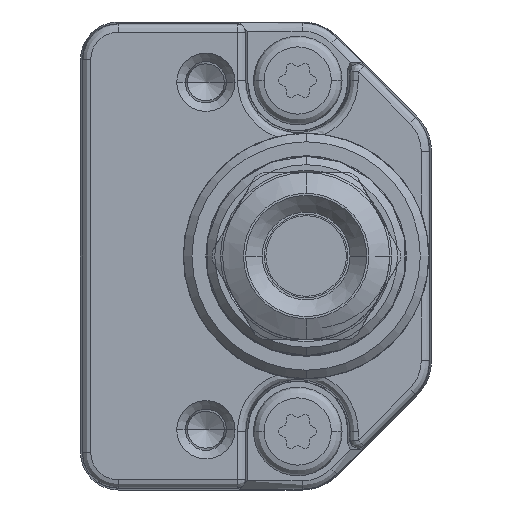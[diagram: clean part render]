
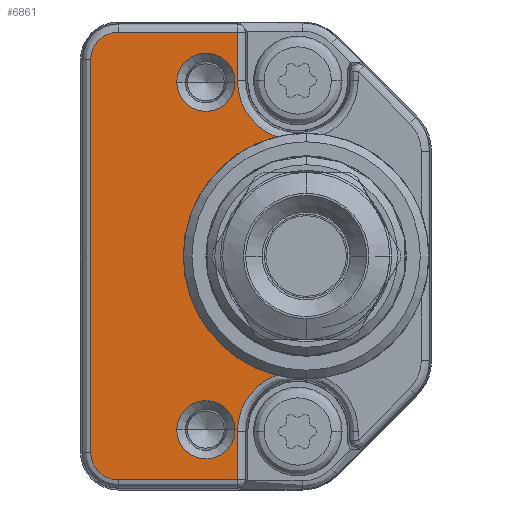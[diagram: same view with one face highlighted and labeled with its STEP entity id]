
A CAD part, left-side view. The second image highlights one B-rep face of the part: STEP entity #6861.
In plain terms, the highlighted planar face has unit normal (-1, 0, 0).
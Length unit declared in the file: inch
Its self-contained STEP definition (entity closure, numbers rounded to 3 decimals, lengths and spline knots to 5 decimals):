
#588=CARTESIAN_POINT('',(-13.,9.29653,-7.1271));
#724=CARTESIAN_POINT('',(-13.,9.29653,7.1271));
#747=CARTESIAN_POINT('',(-13.,8.,-10.5));
#748=DIRECTION('',(1.,0.,0.));
#749=DIRECTION('',(0.,1.,0.));
#750=AXIS2_PLACEMENT_3D('',#747,#748,#749);
#752=DIRECTION('',(0.,0.,1.));
#753=VECTOR('',#752,2.8909);
#754=CARTESIAN_POINT('',(-13.,11.61353,-13.3909));
#755=LINE('',#754,#753);
#756=DIRECTION('',(0.,-1.,0.));
#757=VECTOR('',#756,7.13647);
#758=CARTESIAN_POINT('',(-13.,18.75,-13.3909));
#759=LINE('',#758,#757);
#760=CARTESIAN_POINT('',(-13.,18.75,-11.75));
#761=DIRECTION('',(-1.,0.,0.));
#762=DIRECTION('',(0.,1.,0.));
#763=AXIS2_PLACEMENT_3D('',#760,#761,#762);
#765=DIRECTION('',(0.,0.,-1.));
#766=VECTOR('',#765,23.5);
#767=CARTESIAN_POINT('',(-13.,20.3909,11.75));
#768=LINE('',#767,#766);
#769=CARTESIAN_POINT('',(-13.,18.75,11.75));
#770=DIRECTION('',(-1.,0.,0.));
#771=DIRECTION('',(0.,0.,1.));
#772=AXIS2_PLACEMENT_3D('',#769,#770,#771);
#774=DIRECTION('',(0.,1.,0.));
#775=VECTOR('',#774,7.13647);
#776=CARTESIAN_POINT('',(-13.,11.61353,13.3909));
#777=LINE('',#776,#775);
#778=DIRECTION('',(0.,0.,1.));
#779=VECTOR('',#778,2.8909);
#780=CARTESIAN_POINT('',(-13.,11.61353,10.5));
#781=LINE('',#780,#779);
#782=CARTESIAN_POINT('',(-13.,8.,10.5));
#783=DIRECTION('',(1.,0.,0.));
#784=DIRECTION('',(0.,0.359,-0.933));
#785=AXIS2_PLACEMENT_3D('',#782,#783,#784);
#787=CARTESIAN_POINT('',(-13.,7.5,0.));
#788=DIRECTION('',(-1.,0.,0.));
#789=DIRECTION('',(0.,0.244,0.97));
#790=AXIS2_PLACEMENT_3D('',#787,#788,#789);
#792=CARTESIAN_POINT('',(-13.,13.5,-10.3923));
#793=DIRECTION('',(1.,0.,0.));
#794=DIRECTION('',(0.,-1.,0.));
#795=AXIS2_PLACEMENT_3D('',#792,#793,#794);
#797=CARTESIAN_POINT('',(-13.,13.5,-10.3923));
#798=DIRECTION('',(1.,0.,0.));
#799=DIRECTION('',(0.,1.,0.));
#800=AXIS2_PLACEMENT_3D('',#797,#798,#799);
#802=CARTESIAN_POINT('',(-13.,13.5,10.3923));
#803=DIRECTION('',(1.,0.,0.));
#804=DIRECTION('',(0.,-1.,0.));
#805=AXIS2_PLACEMENT_3D('',#802,#803,#804);
#807=CARTESIAN_POINT('',(-13.,13.5,10.3923));
#808=DIRECTION('',(1.,0.,0.));
#809=DIRECTION('',(0.,1.,0.));
#810=AXIS2_PLACEMENT_3D('',#807,#808,#809);
#5089=VERTEX_POINT('',#588);
#5090=VERTEX_POINT('',#724);
#5107=CARTESIAN_POINT('',(-13.,20.3909,-11.75));
#5108=CARTESIAN_POINT('',(-13.,18.75,-13.3909));
#5109=VERTEX_POINT('',#5107);
#5110=VERTEX_POINT('',#5108);
#5115=CARTESIAN_POINT('',(-13.,20.3909,11.75));
#5116=VERTEX_POINT('',#5115);
#5119=CARTESIAN_POINT('',(-13.,18.75,13.3909));
#5120=VERTEX_POINT('',#5119);
#5149=CARTESIAN_POINT('',(-13.,11.61353,-10.5));
#5150=VERTEX_POINT('',#5149);
#5151=CARTESIAN_POINT('',(-13.,11.61353,-13.3909));
#5152=VERTEX_POINT('',#5151);
#5169=CARTESIAN_POINT('',(-13.,11.61353,10.5));
#5170=VERTEX_POINT('',#5169);
#5171=CARTESIAN_POINT('',(-13.,11.61353,13.3909));
#5172=VERTEX_POINT('',#5171);
#5230=CARTESIAN_POINT('',(-13.,11.75,-10.3923));
#5231=CARTESIAN_POINT('',(-13.,15.25,-10.3923));
#5232=VERTEX_POINT('',#5230);
#5233=VERTEX_POINT('',#5231);
#5238=CARTESIAN_POINT('',(-13.,11.75,10.3923));
#5239=CARTESIAN_POINT('',(-13.,15.25,10.3923));
#5240=VERTEX_POINT('',#5238);
#5241=VERTEX_POINT('',#5239);
#6826=CARTESIAN_POINT('',(-13.,0.,0.));
#6827=DIRECTION('',(-1.,0.,0.));
#6828=DIRECTION('',(0.,0.,1.));
#6829=AXIS2_PLACEMENT_3D('',#6826,#6827,#6828);
#6830=PLANE('',#6829);
#6831=ORIENTED_EDGE('',*,*,#6674,.F.);
#6833=ORIENTED_EDGE('',*,*,#6832,.F.);
#6835=ORIENTED_EDGE('',*,*,#6834,.F.);
#6837=ORIENTED_EDGE('',*,*,#6836,.F.);
#6839=ORIENTED_EDGE('',*,*,#6838,.F.);
#6841=ORIENTED_EDGE('',*,*,#6840,.F.);
#6843=ORIENTED_EDGE('',*,*,#6842,.F.);
#6844=ORIENTED_EDGE('',*,*,#6817,.F.);
#6845=ORIENTED_EDGE('',*,*,#6775,.F.);
#6846=ORIENTED_EDGE('',*,*,#6689,.T.);
#6847=EDGE_LOOP('',(#6831,#6833,#6835,#6837,#6839,#6841,#6843,#6844,#6845,
#6846));
#6848=FACE_OUTER_BOUND('',#6847,.F.);
#6850=ORIENTED_EDGE('',*,*,#6849,.F.);
#6852=ORIENTED_EDGE('',*,*,#6851,.F.);
#6853=EDGE_LOOP('',(#6850,#6852));
#6854=FACE_BOUND('',#6853,.F.);
#6856=ORIENTED_EDGE('',*,*,#6855,.F.);
#6858=ORIENTED_EDGE('',*,*,#6857,.F.);
#6859=EDGE_LOOP('',(#6856,#6858));
#6860=FACE_BOUND('',#6859,.F.);
#6861=ADVANCED_FACE('',(#6848,#6854,#6860),#6830,.T.);
#751=CIRCLE('',#750,3.61353);
#764=CIRCLE('',#763,1.6409);
#773=CIRCLE('',#772,1.6409);
#786=CIRCLE('',#785,3.61353);
#791=CIRCLE('',#790,7.35);
#796=CIRCLE('',#795,1.75);
#801=CIRCLE('',#800,1.75);
#806=CIRCLE('',#805,1.75);
#811=CIRCLE('',#810,1.75);
#6674=EDGE_CURVE('',#5150,#5089,#751,.T.);
#6689=EDGE_CURVE('',#5090,#5089,#791,.T.);
#6775=EDGE_CURVE('',#5090,#5170,#786,.T.);
#6817=EDGE_CURVE('',#5170,#5172,#781,.T.);
#6832=EDGE_CURVE('',#5152,#5150,#755,.T.);
#6834=EDGE_CURVE('',#5110,#5152,#759,.T.);
#6836=EDGE_CURVE('',#5109,#5110,#764,.T.);
#6838=EDGE_CURVE('',#5116,#5109,#768,.T.);
#6840=EDGE_CURVE('',#5120,#5116,#773,.T.);
#6842=EDGE_CURVE('',#5172,#5120,#777,.T.);
#6849=EDGE_CURVE('',#5232,#5233,#796,.T.);
#6851=EDGE_CURVE('',#5233,#5232,#801,.T.);
#6855=EDGE_CURVE('',#5240,#5241,#806,.T.);
#6857=EDGE_CURVE('',#5241,#5240,#811,.T.);
